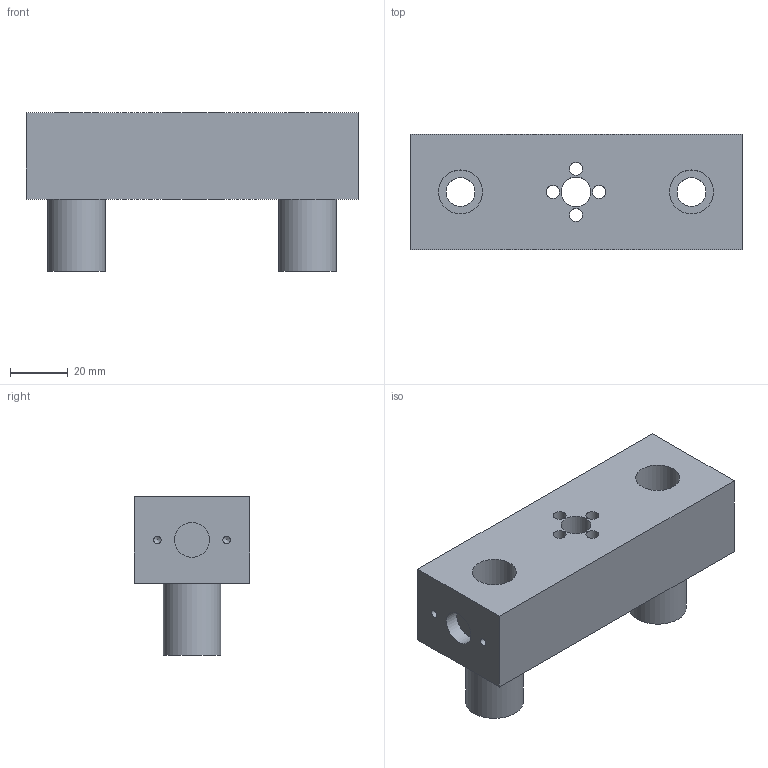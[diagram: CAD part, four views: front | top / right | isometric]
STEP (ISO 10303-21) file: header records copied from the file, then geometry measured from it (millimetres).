
FILE_DESCRIPTION(/* description */ (''),/* implementation_level */ '2;1');
FILE_NAME(/* name */ '008 v13.stp',/* time_stamp */ '2024-05-05T11:34:24+02:00',/* author */ (''),/* organization */ (''),/* preprocessor_version */ 'ST-DEVELOPER v20',/* originating_system */ 'Autodesk Translation Framework v12.20.1.177',/* authorisation */ '');
FILE_SCHEMA (('AUTOMOTIVE_DESIGN { 1 0 10303 214 3 1 1 }'));
Length unit declared in the file: millimetre
Products named in the file (1): 008
Bounding box: 115 x 40 x 55 mm (x, y, z)
Volume: 128147.6 mm3; surface area: 30123.1 mm2
Topology: 1 solids, 1 shells, 43 faces, 90 edges, 58 vertices
Faces by surface type: cylinder 22, plane 15, cone 6
Full cylindrical faces by diameter (mm): 2.6 x6, 4.5 x4, 10 x2, 10.3 x1, 12 x3, 15.25 x4, 20 x2
Entity records: 1191 total; most frequent: DIRECTION 216, CARTESIAN_POINT 186, ORIENTED_EDGE 168, AXIS2_PLACEMENT_3D 88, EDGE_CURVE 84, EDGE_LOOP 72, VERTEX_POINT 58, CIRCLE 44
